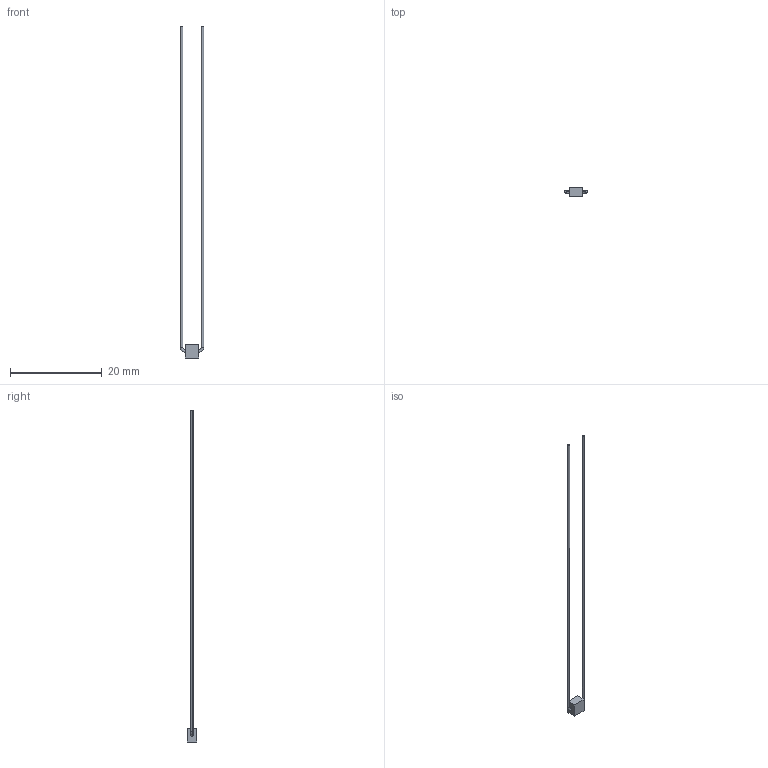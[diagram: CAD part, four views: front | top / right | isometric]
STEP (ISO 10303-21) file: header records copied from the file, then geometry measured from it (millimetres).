
FILE_DESCRIPTION (( 'STEP AP214' ), '1' );
FILE_NAME ('PA3JEW.STEP', '2014-10-22T09:50:33', ( '' ), ( '' ), 'SwSTEP 2.0', 'SolidWorks 2012', '' );
FILE_SCHEMA (( 'AUTOMOTIVE_DESIGN' ));
Length unit declared in the file: millimetre
Products named in the file (1): PA3JEW
Bounding box: 5.06 x 2 x 72.33 mm (x, y, z)
Volume: 45.7 mm3; surface area: 264.8 mm2
Topology: 1 solids, 1 shells, 16 faces, 32 edges, 20 vertices
Faces by surface type: bspline 8, plane 8
Entity records: 935 total; most frequent: CARTESIAN_POINT 473, ORIENTED_EDGE 64, DIRECTION 58, EDGE_CURVE 32, AXIS2_PLACEMENT_3D 21, VERTEX_POINT 20, EDGE_LOOP 18, ADVANCED_FACE 16
